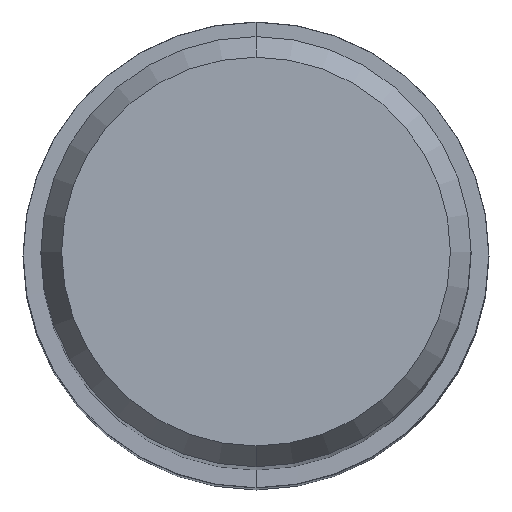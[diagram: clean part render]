
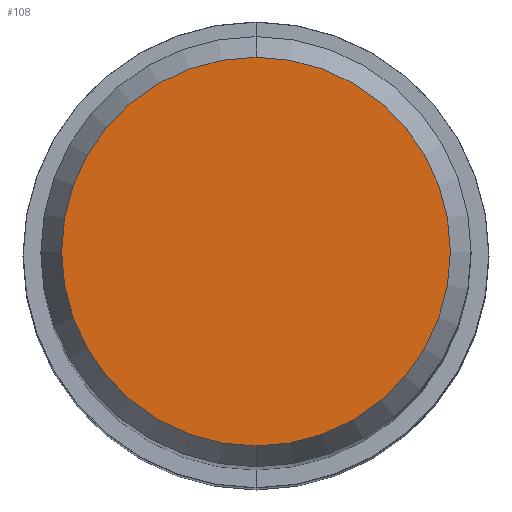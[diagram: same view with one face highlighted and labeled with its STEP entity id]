
A CAD part, top view. The second image highlights one B-rep face of the part: STEP entity #108.
In plain terms, the highlighted planar face has unit normal (0, 0, 1).
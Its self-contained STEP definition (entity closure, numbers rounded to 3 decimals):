
#84=EDGE_CURVE('',#148,#124,#197,.T.);
#106=EDGE_CURVE('',#124,#148,#221,.T.);
#108=ADVANCED_FACE('',(#223),#224,.T.);
#124=VERTEX_POINT('',#240);
#148=VERTEX_POINT('',#270);
#197=CIRCLE('',#318,4.304);
#221=CIRCLE('',#348,4.304);
#223=FACE_OUTER_BOUND('',#350,.T.);
#224=PLANE('',#351);
#240=CARTESIAN_POINT('',(0.0,4.304,0.01));
#270=CARTESIAN_POINT('',(0.,-4.304,0.01));
#318=AXIS2_PLACEMENT_3D('',#445,#446,#447);
#348=AXIS2_PLACEMENT_3D('',#471,#472,#473);
#350=EDGE_LOOP('',(#475,#476));
#351=AXIS2_PLACEMENT_3D('',#477,#478,#479);
#445=CARTESIAN_POINT('',(0.0,0.0,0.01));
#446=DIRECTION('',(0.0,0.0,-1.0));
#447=DIRECTION('',(0.0,1.0,0.0));
#471=CARTESIAN_POINT('',(0.0,0.0,0.01));
#472=DIRECTION('',(0.0,0.0,-1.0));
#473=DIRECTION('',(0.0,1.0,0.0));
#475=ORIENTED_EDGE('',*,*,#106,.F.);
#476=ORIENTED_EDGE('',*,*,#84,.F.);
#477=CARTESIAN_POINT('',(0.0,2.152,0.01));
#478=DIRECTION('',(-0.0,0.0,1.0));
#479=DIRECTION('',(0.0,-1.0,0.0));
